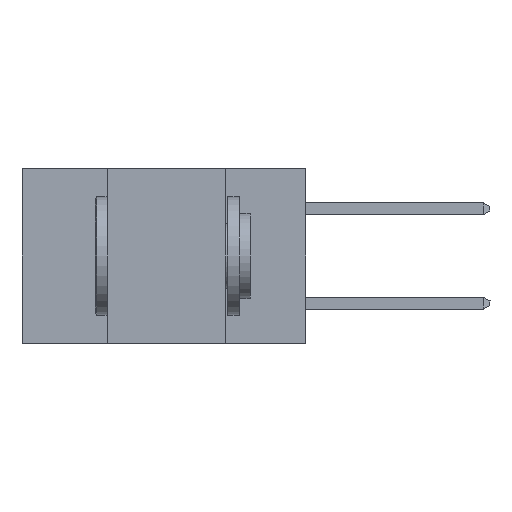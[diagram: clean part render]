
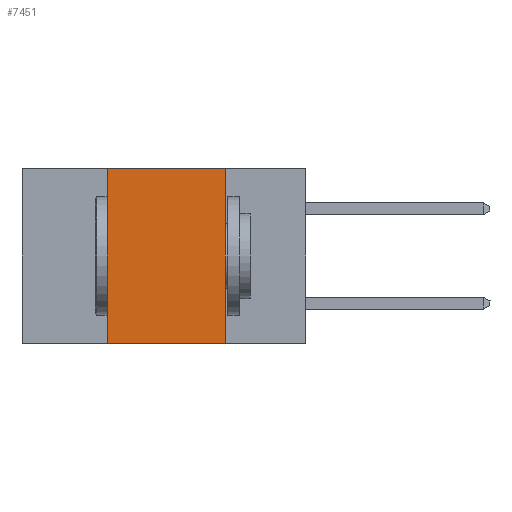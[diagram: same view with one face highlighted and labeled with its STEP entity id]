
A CAD part, left-side view. The second image highlights one B-rep face of the part: STEP entity #7451.
In plain terms, the highlighted planar face has unit normal (-1, 0, 0).
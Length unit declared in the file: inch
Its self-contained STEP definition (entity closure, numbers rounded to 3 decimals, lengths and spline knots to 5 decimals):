
#632 = VERTEX_POINT ( 'NONE', #14834 ) ;
#1235 = CARTESIAN_POINT ( 'NONE',  ( 0., 0.6, -0.37 ) ) ;
#1735 = EDGE_LOOP ( 'NONE', ( #17406, #4316, #26598, #6532 ) ) ;
#2191 = DIRECTION ( 'NONE',  ( 0., -1., 0. ) ) ;
#2741 = VECTOR ( 'NONE', #3786, 39.37008 ) ;
#3058 = DIRECTION ( 'NONE',  ( 1., 0., 0. ) ) ;
#3786 = DIRECTION ( 'NONE',  ( 0., 0., -1. ) ) ;
#4316 = ORIENTED_EDGE ( 'NONE', *, *, #26849, .F. ) ;
#4534 = VECTOR ( 'NONE', #16353, 39.37008 ) ;
#6069 = VECTOR ( 'NONE', #12036, 39.37008 ) ;
#6499 = VERTEX_POINT ( 'NONE', #20742 ) ;
#6532 = ORIENTED_EDGE ( 'NONE', *, *, #27859, .T. ) ;
#7451 = ADVANCED_FACE ( 'NONE', ( #23480 ), #22921, .F. ) ;
#8192 = CARTESIAN_POINT ( 'NONE',  ( 0., 0.17, 0. ) ) ;
#9634 = DIRECTION ( 'NONE',  ( 0., 0., -1. ) ) ;
#11220 = CARTESIAN_POINT ( 'NONE',  ( 0., 0.42, -0.37 ) ) ;
#12036 = DIRECTION ( 'NONE',  ( 0., -1., 0. ) ) ;
#13002 = CARTESIAN_POINT ( 'NONE',  ( 0., 0.6, 0. ) ) ;
#14834 = CARTESIAN_POINT ( 'NONE',  ( 0., 0.42, 0. ) ) ;
#14899 = VERTEX_POINT ( 'NONE', #16029 ) ;
#16029 = CARTESIAN_POINT ( 'NONE',  ( 0., 0.17, -0.37 ) ) ;
#16099 = CARTESIAN_POINT ( 'NONE',  ( 0., 0.6, 0. ) ) ;
#16162 = CARTESIAN_POINT ( 'NONE',  ( 0., 0.42, 0. ) ) ;
#16353 = DIRECTION ( 'NONE',  ( 0., 0., 1. ) ) ;
#17406 = ORIENTED_EDGE ( 'NONE', *, *, #26592, .F. ) ;
#18602 = VERTEX_POINT ( 'NONE', #11220 ) ;
#19063 = LINE ( 'NONE', #13002, #27954 ) ;
#20699 = LINE ( 'NONE', #1235, #6069 ) ;
#20742 = CARTESIAN_POINT ( 'NONE',  ( 0., 0.17, 0. ) ) ;
#22921 = PLANE ( 'NONE',  #27762 ) ;
#22983 = EDGE_CURVE ( 'NONE', #18602, #632, #23942, .T. ) ;
#23480 = FACE_OUTER_BOUND ( 'NONE', #1735, .T. ) ;
#23942 = LINE ( 'NONE', #16162, #4534 ) ;
#26592 = EDGE_CURVE ( 'NONE', #6499, #14899, #26953, .T. ) ;
#26598 = ORIENTED_EDGE ( 'NONE', *, *, #22983, .F. ) ;
#26849 = EDGE_CURVE ( 'NONE', #632, #6499, #19063, .T. ) ;
#26953 = LINE ( 'NONE', #8192, #2741 ) ;
#27762 = AXIS2_PLACEMENT_3D ( 'NONE', #16099, #3058, #9634 ) ;
#27859 = EDGE_CURVE ( 'NONE', #18602, #14899, #20699, .T. ) ;
#27954 = VECTOR ( 'NONE', #2191, 39.37008 ) ;
